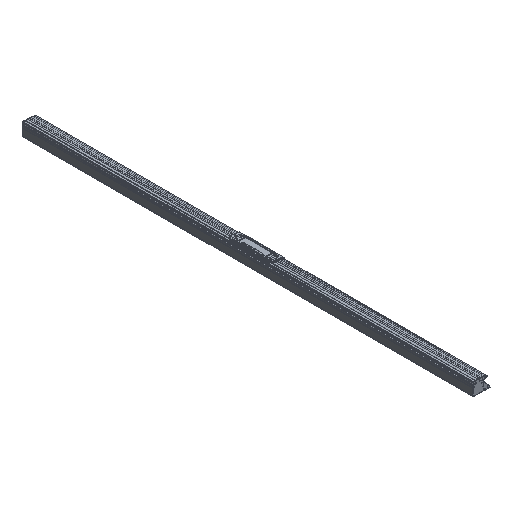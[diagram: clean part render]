
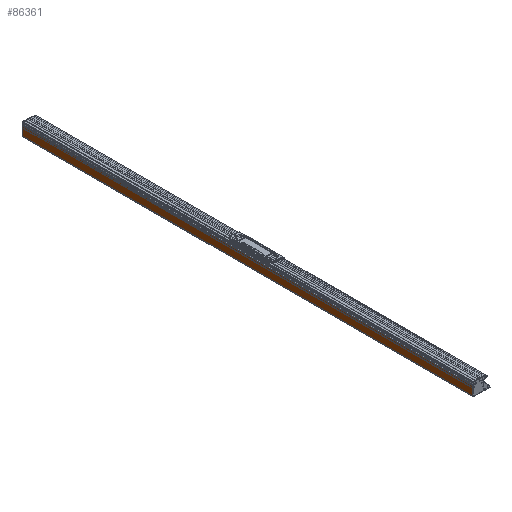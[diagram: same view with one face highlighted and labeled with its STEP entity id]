
A CAD part, isometric view. The second image highlights one B-rep face of the part: STEP entity #86361.
In plain terms, the highlighted planar face has unit normal (-1, 0, 0).
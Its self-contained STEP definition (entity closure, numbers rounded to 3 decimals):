
#16806 = CARTESIAN_POINT ( 'NONE',  ( -28.6, -1250., 52.939 ) ) ;
#23211 = FACE_OUTER_BOUND ( 'NONE', #98291, .T. ) ;
#29863 = LINE ( 'NONE', #99338, #137017 ) ;
#31937 = CARTESIAN_POINT ( 'NONE',  ( -28.6, 1250., 52.939 ) ) ;
#35991 = ORIENTED_EDGE ( 'NONE', *, *, #91138, .T. ) ;
#49892 = LINE ( 'NONE', #65402, #101780 ) ;
#50289 = CARTESIAN_POINT ( 'NONE',  ( -28.6, 1250., 0.7 ) ) ;
#64214 = PLANE ( 'NONE',  #148127 ) ;
#65402 = CARTESIAN_POINT ( 'NONE',  ( -28.6, -1250., 5.944 ) ) ;
#67345 = VERTEX_POINT ( 'NONE', #31937 ) ;
#75650 = EDGE_CURVE ( 'NONE', #179015, #67345, #158506, .T. ) ;
#75717 = ORIENTED_EDGE ( 'NONE', *, *, #173898, .F. ) ;
#77985 = DIRECTION ( 'NONE',  ( 1., 0., 0. ) ) ;
#81197 = CARTESIAN_POINT ( 'NONE',  ( -28.6, -1250., 52.939 ) ) ;
#86361 = ADVANCED_FACE ( 'NONE', ( #23211 ), #64214, .F. ) ;
#87801 = ORIENTED_EDGE ( 'NONE', *, *, #89468, .F. ) ;
#89468 = EDGE_CURVE ( 'NONE', #143669, #114822, #49892, .T. ) ;
#91109 = CARTESIAN_POINT ( 'NONE',  ( -28.6, 1250., 5.944 ) ) ;
#91138 = EDGE_CURVE ( 'NONE', #67345, #114822, #145566, .T. ) ;
#94470 = DIRECTION ( 'NONE',  ( 0., 0., 1. ) ) ;
#98291 = EDGE_LOOP ( 'NONE', ( #35991, #87801, #75717, #145440 ) ) ;
#99338 = CARTESIAN_POINT ( 'NONE',  ( -28.6, -1250., 0.7 ) ) ;
#101780 = VECTOR ( 'NONE', #121317, 1000. ) ;
#104349 = DIRECTION ( 'NONE',  ( 0., 0., -1. ) ) ;
#108662 = VECTOR ( 'NONE', #157612, 1000. ) ;
#110384 = DIRECTION ( 'NONE',  ( 0., 0., -1. ) ) ;
#114822 = VERTEX_POINT ( 'NONE', #91109 ) ;
#121317 = DIRECTION ( 'NONE',  ( 0., 1., 0. ) ) ;
#123780 = CARTESIAN_POINT ( 'NONE',  ( -28.6, -1250., 0.7 ) ) ;
#137017 = VECTOR ( 'NONE', #110384, 1000. ) ;
#143669 = VERTEX_POINT ( 'NONE', #170294 ) ;
#145440 = ORIENTED_EDGE ( 'NONE', *, *, #75650, .T. ) ;
#145566 = LINE ( 'NONE', #50289, #158026 ) ;
#148127 = AXIS2_PLACEMENT_3D ( 'NONE', #123780, #77985, #94470 ) ;
#157612 = DIRECTION ( 'NONE',  ( 0., 1., 0. ) ) ;
#158026 = VECTOR ( 'NONE', #104349, 1000. ) ;
#158506 = LINE ( 'NONE', #16806, #108662 ) ;
#170294 = CARTESIAN_POINT ( 'NONE',  ( -28.6, -1250., 5.944 ) ) ;
#173898 = EDGE_CURVE ( 'NONE', #179015, #143669, #29863, .T. ) ;
#179015 = VERTEX_POINT ( 'NONE', #81197 ) ;
